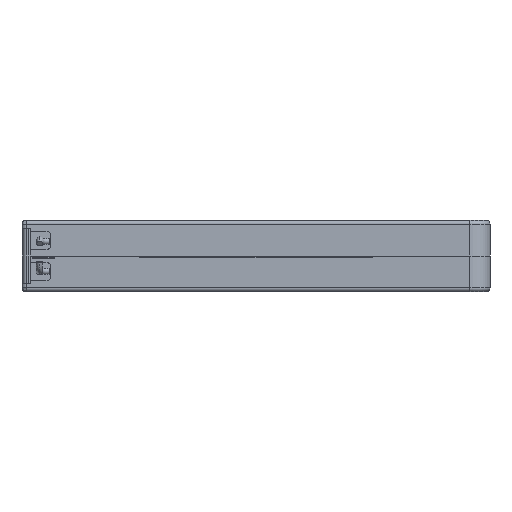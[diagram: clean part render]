
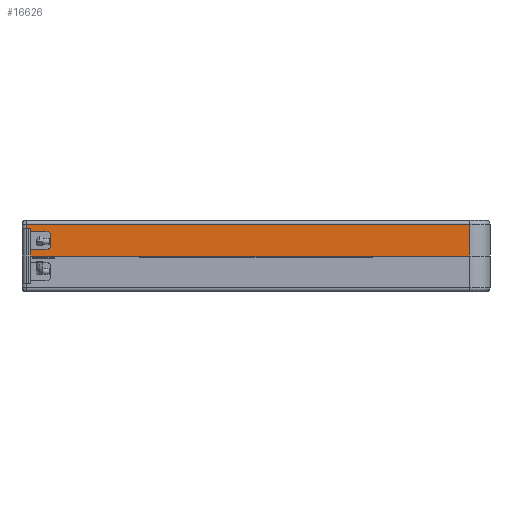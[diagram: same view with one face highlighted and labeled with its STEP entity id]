
A CAD part, left-side view. The second image highlights one B-rep face of the part: STEP entity #16626.
In plain terms, the highlighted planar face has unit normal (-1, 0, 0).
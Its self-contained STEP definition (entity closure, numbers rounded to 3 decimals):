
#301=PLANE('',#17676);
#1175=FACE_OUTER_BOUND('',#2087,.T.);
#2087=EDGE_LOOP('',(#12353,#12354,#12355,#12356,#12357,#12358,#12359,#12360,
#12361,#12362,#12363,#12364));
#3214=LINE('',#24199,#5226);
#3456=LINE('',#24655,#5468);
#3483=LINE('',#24711,#5495);
#3485=LINE('',#24719,#5497);
#3486=LINE('',#24720,#5498);
#3487=LINE('',#24722,#5499);
#3488=LINE('',#24724,#5500);
#3489=LINE('',#24726,#5501);
#3490=LINE('',#24730,#5502);
#3491=LINE('',#24733,#5503);
#5226=VECTOR('',#19345,1000.);
#5468=VECTOR('',#19701,1000.);
#5495=VECTOR('',#19746,1000.);
#5497=VECTOR('',#19754,1000.);
#5498=VECTOR('',#19755,1000.);
#5499=VECTOR('',#19756,1000.);
#5500=VECTOR('',#19757,1000.);
#5501=VECTOR('',#19758,1000.);
#5502=VECTOR('',#19761,1000.);
#5503=VECTOR('',#19764,1000.);
#7058=CIRCLE('',#17677,1.2);
#7059=CIRCLE('',#17678,1.2);
#7690=VERTEX_POINT('',#24196);
#7691=VERTEX_POINT('',#24198);
#7848=VERTEX_POINT('',#24652);
#7867=VERTEX_POINT('',#24709);
#7868=VERTEX_POINT('',#24710);
#7871=VERTEX_POINT('',#24718);
#7872=VERTEX_POINT('',#24721);
#7873=VERTEX_POINT('',#24723);
#7874=VERTEX_POINT('',#24725);
#7875=VERTEX_POINT('',#24727);
#7876=VERTEX_POINT('',#24729);
#7877=VERTEX_POINT('',#24731);
#9368=EDGE_CURVE('',#7691,#7690,#3214,.T.);
#9614=EDGE_CURVE('',#7848,#7691,#3456,.T.);
#9641=EDGE_CURVE('',#7867,#7868,#3483,.T.);
#9645=EDGE_CURVE('',#7871,#7690,#3485,.T.);
#9646=EDGE_CURVE('',#7871,#7867,#3486,.T.);
#9647=EDGE_CURVE('',#7872,#7868,#3487,.T.);
#9648=EDGE_CURVE('',#7872,#7873,#3488,.T.);
#9649=EDGE_CURVE('',#7874,#7873,#3489,.T.);
#9650=EDGE_CURVE('',#7875,#7874,#7058,.T.);
#9651=EDGE_CURVE('',#7876,#7875,#3490,.T.);
#9652=EDGE_CURVE('',#7877,#7876,#7059,.T.);
#9653=EDGE_CURVE('',#7848,#7877,#3491,.T.);
#12353=ORIENTED_EDGE('',*,*,#9645,.F.);
#12354=ORIENTED_EDGE('',*,*,#9646,.T.);
#12355=ORIENTED_EDGE('',*,*,#9641,.T.);
#12356=ORIENTED_EDGE('',*,*,#9647,.F.);
#12357=ORIENTED_EDGE('',*,*,#9648,.T.);
#12358=ORIENTED_EDGE('',*,*,#9649,.F.);
#12359=ORIENTED_EDGE('',*,*,#9650,.F.);
#12360=ORIENTED_EDGE('',*,*,#9651,.F.);
#12361=ORIENTED_EDGE('',*,*,#9652,.F.);
#12362=ORIENTED_EDGE('',*,*,#9653,.F.);
#12363=ORIENTED_EDGE('',*,*,#9614,.T.);
#12364=ORIENTED_EDGE('',*,*,#9368,.T.);
#16626=ADVANCED_FACE('',(#1175),#301,.F.);
#17676=AXIS2_PLACEMENT_3D('',#24717,#19752,#19753);
#17677=AXIS2_PLACEMENT_3D('',#24728,#19759,#19760);
#17678=AXIS2_PLACEMENT_3D('',#24732,#19762,#19763);
#19345=DIRECTION('',(0.,-1.,0.));
#19701=DIRECTION('',(0.,0.,-1.));
#19746=DIRECTION('',(0.,0.,-1.));
#19752=DIRECTION('center_axis',(1.,0.,0.));
#19753=DIRECTION('ref_axis',(0.,-1.,0.));
#19754=DIRECTION('',(0.,0.,-1.));
#19755=DIRECTION('',(0.,1.,0.));
#19756=DIRECTION('',(0.,1.,0.));
#19757=DIRECTION('',(0.,0.,-1.));
#19758=DIRECTION('',(0.,1.,0.));
#19759=DIRECTION('center_axis',(-1.,0.,0.));
#19760=DIRECTION('ref_axis',(0.,1.,0.));
#19761=DIRECTION('',(0.,0.,1.));
#19762=DIRECTION('center_axis',(-1.,0.,0.));
#19763=DIRECTION('ref_axis',(0.,1.,0.));
#19764=DIRECTION('',(0.,-1.,0.));
#24196=CARTESIAN_POINT('',(-110.,-105.,0.));
#24198=CARTESIAN_POINT('',(-110.,110.8,0.));
#24199=CARTESIAN_POINT('',(-110.,-105.,0.));
#24652=CARTESIAN_POINT('',(-110.,110.8,3.4));
#24655=CARTESIAN_POINT('',(-110.,110.8,13.6));
#24709=CARTESIAN_POINT('',(-110.,113.,15.7));
#24710=CARTESIAN_POINT('',(-110.,113.,13.6));
#24711=CARTESIAN_POINT('',(-110.,113.,45.824));
#24717=CARTESIAN_POINT('Origin',(-110.,115.,17.5));
#24718=CARTESIAN_POINT('',(-110.,-105.,15.7));
#24719=CARTESIAN_POINT('',(-110.,-105.,17.5));
#24720=CARTESIAN_POINT('',(-110.,113.,15.7));
#24721=CARTESIAN_POINT('',(-110.,110.8,13.6));
#24722=CARTESIAN_POINT('',(-110.,113.,13.6));
#24723=CARTESIAN_POINT('',(-110.,110.8,11.9));
#24724=CARTESIAN_POINT('',(-110.,110.8,13.6));
#24725=CARTESIAN_POINT('',(-110.,102.2,11.9));
#24726=CARTESIAN_POINT('',(-110.,102.2,11.9));
#24727=CARTESIAN_POINT('',(-110.,101.,10.7));
#24728=CARTESIAN_POINT('Origin',(-110.,102.2,10.7));
#24729=CARTESIAN_POINT('',(-110.,101.,4.6));
#24730=CARTESIAN_POINT('',(-110.,101.,10.7));
#24731=CARTESIAN_POINT('',(-110.,102.2,3.4));
#24732=CARTESIAN_POINT('Origin',(-110.,102.2,4.6));
#24733=CARTESIAN_POINT('',(-110.,102.2,3.4));
